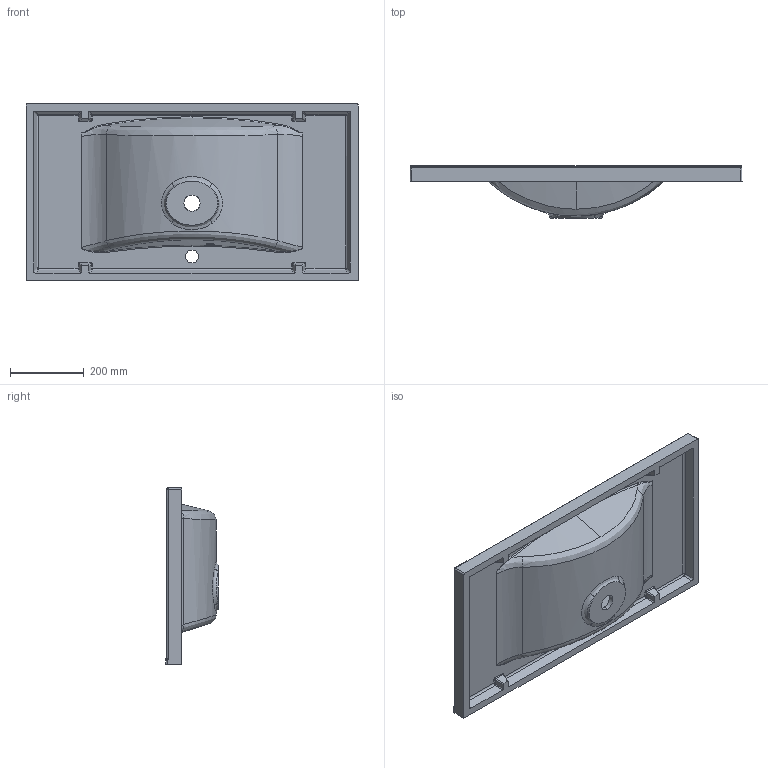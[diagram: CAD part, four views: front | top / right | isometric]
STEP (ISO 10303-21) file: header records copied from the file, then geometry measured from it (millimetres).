
FILE_DESCRIPTION (( 'STEP AP203' ), '1' );
FILE_NAME ('6229110911.step', '2020-12-18T12:32:03', ( 'admin' ), ( '' ), 'SwSTEP 2.0', 'SolidWorks 2019', '' );
FILE_SCHEMA (( 'CONFIG_CONTROL_DESIGN' ));
Length unit declared in the file: millimetre
Products named in the file (1): 6229110911
Bounding box: 901.4 x 143 x 480.42 mm (x, y, z)
Volume: 9086869.3 mm3; surface area: 1194085.7 mm2
Topology: 1 solids, 1 shells, 178 faces, 433 edges, 252 vertices
Faces by surface type: cylinder 67, bspline 63, plane 33, torus 6, cone 5, sphere 4
Entity records: 10506 total; most frequent: CARTESIAN_POINT 6896, ORIENTED_EDGE 848, DIRECTION 601, EDGE_CURVE 424, VERTEX_POINT 252, AXIS2_PLACEMENT_3D 226, EDGE_LOOP 188, ADVANCED_FACE 178
